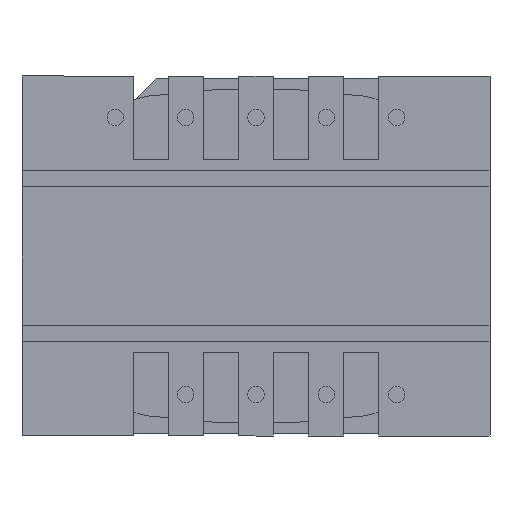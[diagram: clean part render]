
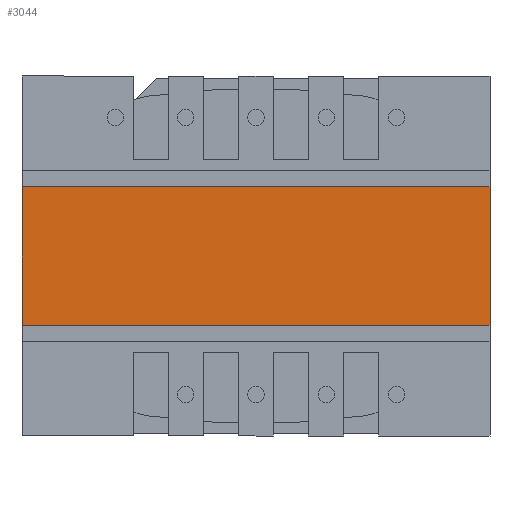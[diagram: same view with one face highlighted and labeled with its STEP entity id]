
A CAD part, front view. The second image highlights one B-rep face of the part: STEP entity #3044.
In plain terms, the highlighted planar face has unit normal (0, -1, 0).
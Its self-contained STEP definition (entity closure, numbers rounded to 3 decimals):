
#353 = VECTOR ( 'NONE', #2148, 1000. ) ;
#850 = LINE ( 'NONE', #3331, #976 ) ;
#860 = EDGE_CURVE ( 'NONE', #3515, #1645, #2713, .T. ) ;
#954 = CARTESIAN_POINT ( 'NONE',  ( -8.45, -1.5, -2.5 ) ) ;
#976 = VECTOR ( 'NONE', #3284, 1000. ) ;
#1060 = CARTESIAN_POINT ( 'NONE',  ( 8.45, -1.5, -2.5 ) ) ;
#1285 = DIRECTION ( 'NONE',  ( 0., 1., 0. ) ) ;
#1331 = LINE ( 'NONE', #3876, #1599 ) ;
#1391 = VERTEX_POINT ( 'NONE', #3971 ) ;
#1429 = VECTOR ( 'NONE', #1812, 1000. ) ;
#1466 = AXIS2_PLACEMENT_3D ( 'NONE', #2836, #1285, #3435 ) ;
#1599 = VECTOR ( 'NONE', #2904, 1000. ) ;
#1645 = VERTEX_POINT ( 'NONE', #1060 ) ;
#1730 = VERTEX_POINT ( 'NONE', #954 ) ;
#1812 = DIRECTION ( 'NONE',  ( 0., 0., -1. ) ) ;
#2148 = DIRECTION ( 'NONE',  ( 0., 0., -1. ) ) ;
#2495 = PLANE ( 'NONE',  #1466 ) ;
#2644 = CARTESIAN_POINT ( 'NONE',  ( 8.45, -1.5, -2.5 ) ) ;
#2659 = ORIENTED_EDGE ( 'NONE', *, *, #2910, .T. ) ;
#2713 = LINE ( 'NONE', #2644, #1429 ) ;
#2729 = EDGE_LOOP ( 'NONE', ( #3962, #2659, #3061, #3888 ) ) ;
#2814 = CARTESIAN_POINT ( 'NONE',  ( 8.45, -1.5, 2.5 ) ) ;
#2836 = CARTESIAN_POINT ( 'NONE',  ( 8.451, -1.5, -2.5 ) ) ;
#2904 = DIRECTION ( 'NONE',  ( -1., 0., 0. ) ) ;
#2910 = EDGE_CURVE ( 'NONE', #1391, #1730, #3987, .T. ) ;
#3044 = ADVANCED_FACE ( 'NONE', ( #3468 ), #2495, .F. ) ;
#3061 = ORIENTED_EDGE ( 'NONE', *, *, #3650, .F. ) ;
#3284 = DIRECTION ( 'NONE',  ( -1., 0., 0. ) ) ;
#3331 = CARTESIAN_POINT ( 'NONE',  ( 8.451, -1.5, -2.5 ) ) ;
#3435 = DIRECTION ( 'NONE',  ( -1., 0., 0. ) ) ;
#3468 = FACE_OUTER_BOUND ( 'NONE', #2729, .T. ) ;
#3515 = VERTEX_POINT ( 'NONE', #2814 ) ;
#3629 = CARTESIAN_POINT ( 'NONE',  ( -8.45, -1.5, -2.5 ) ) ;
#3650 = EDGE_CURVE ( 'NONE', #1645, #1730, #850, .T. ) ;
#3818 = EDGE_CURVE ( 'NONE', #3515, #1391, #1331, .T. ) ;
#3876 = CARTESIAN_POINT ( 'NONE',  ( 8.451, -1.5, 2.5 ) ) ;
#3888 = ORIENTED_EDGE ( 'NONE', *, *, #860, .F. ) ;
#3962 = ORIENTED_EDGE ( 'NONE', *, *, #3818, .T. ) ;
#3971 = CARTESIAN_POINT ( 'NONE',  ( -8.45, -1.5, 2.5 ) ) ;
#3987 = LINE ( 'NONE', #3629, #353 ) ;
